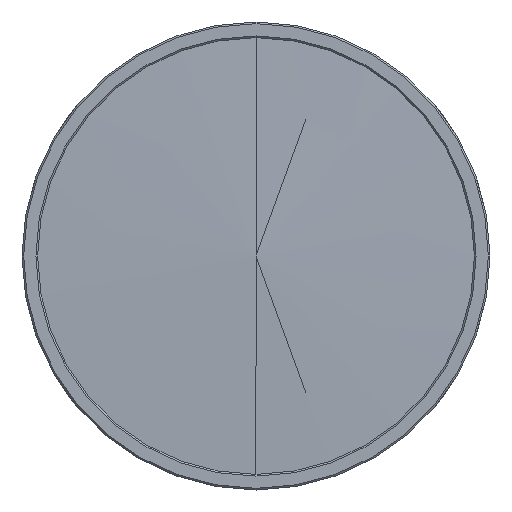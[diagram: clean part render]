
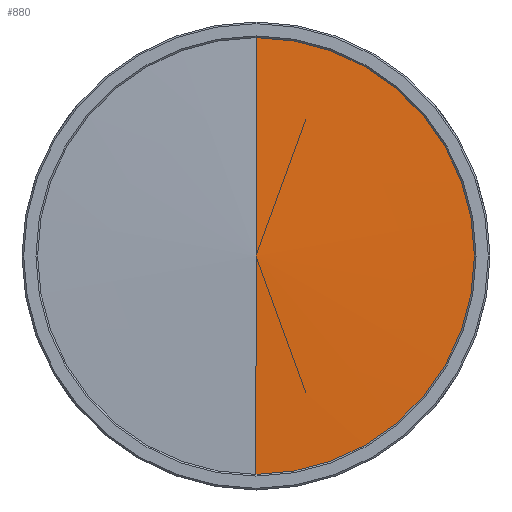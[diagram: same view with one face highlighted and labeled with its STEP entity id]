
A CAD part, left-side view. The second image highlights one B-rep face of the part: STEP entity #880.
In plain terms, the highlighted conical face has half-angle 88.188 degrees and reference radius 40.992 mm.
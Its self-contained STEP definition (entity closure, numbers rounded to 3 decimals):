
#226 = LINE ( 'NONE', #2783, #1450 ) ;
#284 = CONICAL_SURFACE ( 'NONE', #2482, 40.992, 1.539 ) ;
#398 = VERTEX_POINT ( 'NONE', #3009 ) ;
#462 = EDGE_CURVE ( 'NONE', #1619, #398, #226, .T. ) ;
#512 = AXIS2_PLACEMENT_3D ( 'NONE', #2901, #4277, #1582 ) ;
#530 = ORIENTED_EDGE ( 'NONE', *, *, #3742, .F. ) ;
#768 = DIRECTION ( 'NONE',  ( 0.032, 0., -0.999 ) ) ;
#880 = ADVANCED_FACE ( 'NONE', ( #1394 ), #284, .T. ) ;
#1176 = DIRECTION ( 'NONE',  ( 1., 0., 0. ) ) ;
#1394 = FACE_OUTER_BOUND ( 'NONE', #2675, .T. ) ;
#1450 = VECTOR ( 'NONE', #768, 1000. ) ;
#1582 = DIRECTION ( 'NONE',  ( 0., 0., -1. ) ) ;
#1619 = VERTEX_POINT ( 'NONE', #2800 ) ;
#1740 = ORIENTED_EDGE ( 'NONE', *, *, #2726, .F. ) ;
#2382 = CARTESIAN_POINT ( 'NONE',  ( 1.597, 0., 40.992 ) ) ;
#2425 = ORIENTED_EDGE ( 'NONE', *, *, #462, .T. ) ;
#2482 = AXIS2_PLACEMENT_3D ( 'NONE', #3200, #1176, #3551 ) ;
#2675 = EDGE_LOOP ( 'NONE', ( #1740, #2425, #530 ) ) ;
#2726 = EDGE_CURVE ( 'NONE', #1619, #4301, #3186, .T. ) ;
#2783 = CARTESIAN_POINT ( 'NONE',  ( 1.597, 0., -40.992 ) ) ;
#2800 = CARTESIAN_POINT ( 'NONE',  ( 0.3, 0., 0. ) ) ;
#2807 = CARTESIAN_POINT ( 'NONE',  ( 1.54, 0., 39.2 ) ) ;
#2901 = CARTESIAN_POINT ( 'NONE',  ( 1.54, 0., 0. ) ) ;
#3009 = CARTESIAN_POINT ( 'NONE',  ( 1.54, 0., -39.2 ) ) ;
#3186 = LINE ( 'NONE', #2382, #3345 ) ;
#3200 = CARTESIAN_POINT ( 'NONE',  ( 1.597, 0., 0. ) ) ;
#3345 = VECTOR ( 'NONE', #4037, 1000. ) ;
#3551 = DIRECTION ( 'NONE',  ( 0., 0., -1. ) ) ;
#3742 = EDGE_CURVE ( 'NONE', #4301, #398, #4009, .T. ) ;
#4009 = CIRCLE ( 'NONE', #512, 39.2 ) ;
#4037 = DIRECTION ( 'NONE',  ( 0.032, 0., 0.999 ) ) ;
#4277 = DIRECTION ( 'NONE',  ( 1., 0., 0. ) ) ;
#4301 = VERTEX_POINT ( 'NONE', #2807 ) ;
